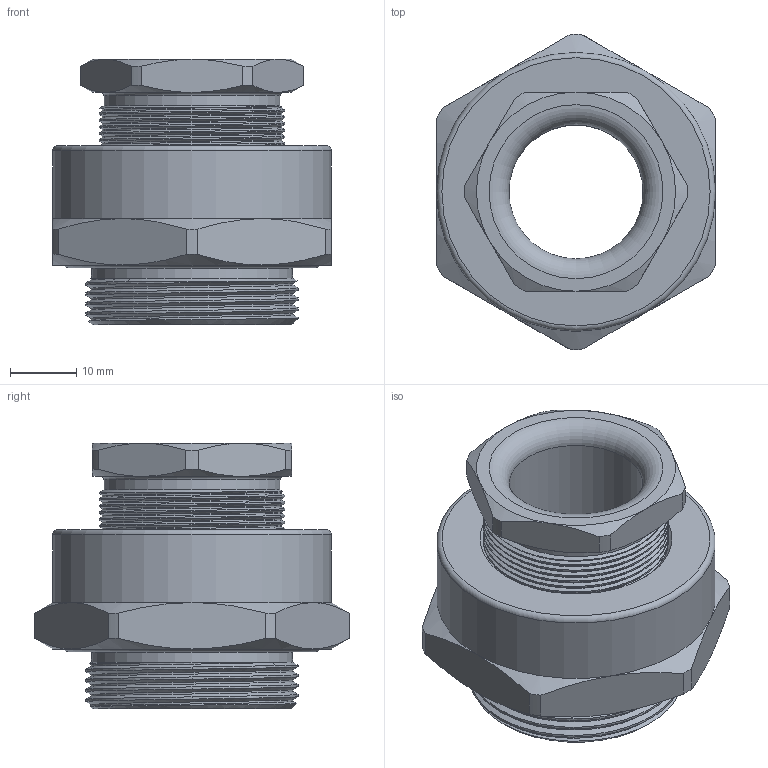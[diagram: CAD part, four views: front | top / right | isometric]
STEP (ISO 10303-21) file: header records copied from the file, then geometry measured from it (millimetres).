
FILE_DESCRIPTION(('HOOPS Exchange Step'),'2;1');
FILE_NAME('m32-d1-9mm-e204-622-conversion.step','2025-03-21T12:28:20+00:00',('root'),('Unknown organisation'),'HOOPS Exchange 2024.3','HOOPS Exchange','Unknown authorisation');
FILE_SCHEMA( ('AP242_MANAGED_MODEL_BASED_3D_ENGINEERING_MIM_LF {1 0 10303 442 1 1 4 }') );
Length unit declared in the file: millimetre
Products named in the file (2): Default; m32-d1-9mm-e204-622-step
Assembly tree (1 placements, depth 2):
  m32-d1-9mm-e204-622-step
    Default
Bounding box: 42 x 47.49 x 40 mm (x, y, z)
Volume: 27740.7 mm3; surface area: 16472.5 mm2
Topology: 5 solids, 5 shells, 446 faces, 1183 edges, 781 vertices
Faces by surface type: plane 172, extrusion 141, cylinder 85, cone 35, torus 7, bspline 6
Full cylindrical faces by diameter (mm): 20.2 x2, 20.3 x1, 20.5 x1, 26.5 x1, 26.8 x2, 27 x23, 28 x22, 30.3 x1, 30.5 x4, 32 x3, 34.602 x1, 42 x1
Entity records: 43255 total; most frequent: CARTESIAN_POINT 32783, ORIENTED_EDGE 2366, DIRECTION 1644, EDGE_CURVE 1183, VERTEX_POINT 781, VECTOR 734, LINE 593, EDGE_LOOP 490
